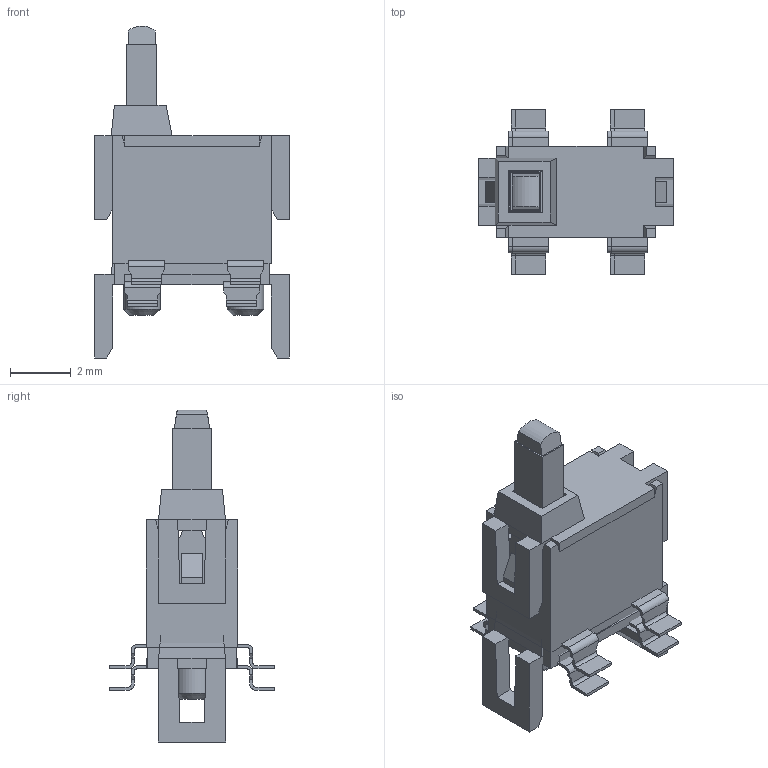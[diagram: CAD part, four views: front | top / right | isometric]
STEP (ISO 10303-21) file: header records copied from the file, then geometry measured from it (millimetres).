
FILE_DESCRIPTION( ( 'Unknown' ), '1' );
FILE_NAME( 'sw-3d-151-ese11mv13t-std-sk.stp', 'Unknown', ( 'Unknown' ), ( 'Unknown' ), 'PSStep 14.0', 'Unknown', ' ' );
FILE_SCHEMA( ( 'AUTOMOTIVE_DESIGN { 1 0 10303 214 1 1 1 1 }' ) );
Length unit declared in the file: millimetre
Products named in the file (8): Assem1; sw-3d-131-e11cs2-mvA-sk-r00; sw-3d-131-e11cv4ab-sk-r17; sw-3d-131-e11lv4ab-sk-r00; sw-3d-131-e11ts1-mv-4-sk-r00
Bounding box: 6.4 x 5.4 x 10.9 mm (x, y, z)
Volume: 169 mm3; surface area: 474.6 mm2
Topology: 14 solids, 14 shells, 442 faces, 1196 edges, 784 vertices
Faces by surface type: plane 400, cylinder 38, cone 4
Full cylindrical faces by diameter (mm): 1.2 x4
Entity records: 8098 total; most frequent: CARTESIAN_POINT 1215, ORIENTED_EDGE 1188, DIRECTION 1092, EDGE_CURVE 594, LINE 554, VECTOR 554, VERTEX_POINT 392, AXIS2_PLACEMENT_3D 269
